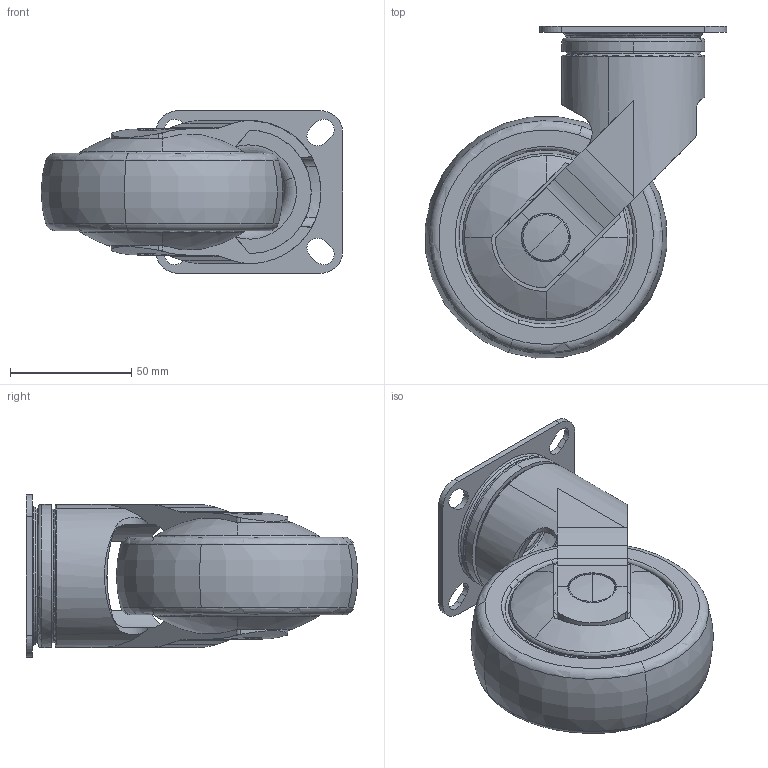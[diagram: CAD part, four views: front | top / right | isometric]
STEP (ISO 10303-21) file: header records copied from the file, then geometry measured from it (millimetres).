
FILE_DESCRIPTION (( 'STEP AP214' ), '1' );
FILE_NAME ('F003513_3D.step', '2022-11-21T18:18:40', ( '' ), ( '' ), 'SwSTEP 2.0', 'SolidWorks 2020', '' );
FILE_SCHEMA (( 'AUTOMOTIVE_DESIGN' ));
Length unit declared in the file: millimetre
Products named in the file (1): F003513_3D
Bounding box: 124.3 x 136.85 x 67 mm (x, y, z)
Volume: 357820.2 mm3; surface area: 61906.5 mm2
Topology: 2 solids, 2 shells, 215 faces, 581 edges, 384 vertices
Faces by surface type: cylinder 64, plane 61, torus 56, cone 22, sphere 12
Entity records: 10671 total; most frequent: CARTESIAN_POINT 2744, DIRECTION 1206, ORIENTED_EDGE 1162, EDGE_CURVE 581, AXIS2_PLACEMENT_3D 510, VERTEX_POINT 384, CIRCLE 294, EDGE_LOOP 243
